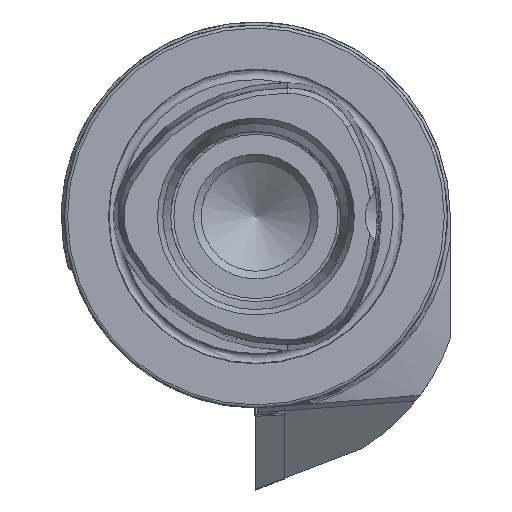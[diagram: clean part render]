
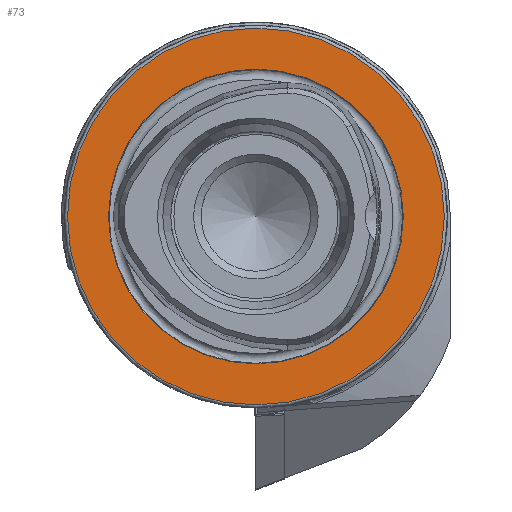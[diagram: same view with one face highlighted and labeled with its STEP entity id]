
A CAD part, left-side view. The second image highlights one B-rep face of the part: STEP entity #73.
In plain terms, the highlighted planar face has unit normal (-1, 0, 0).
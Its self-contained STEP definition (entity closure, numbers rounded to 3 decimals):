
#34 = PLANE ( 'NONE',  #9358 ) ;
#73 = ADVANCED_FACE ( 'NONE', ( #1713, #4565 ), #34, .T. ) ;
#293 = AXIS2_PLACEMENT_3D ( 'NONE', #12479, #5220, #1627 ) ;
#840 = EDGE_CURVE ( 'NONE', #4577, #4577, #12300, .T. ) ;
#1148 = VERTEX_POINT ( 'NONE', #8032 ) ;
#1627 = DIRECTION ( 'NONE',  ( 0., 0., -1. ) ) ;
#1713 = FACE_BOUND ( 'NONE', #4655, .T. ) ;
#1748 = CIRCLE ( 'NONE', #293, 31. ) ;
#2788 = EDGE_LOOP ( 'NONE', ( #15007 ) ) ;
#3228 = EDGE_CURVE ( 'NONE', #1148, #1148, #1748, .T. ) ;
#4565 = FACE_OUTER_BOUND ( 'NONE', #2788, .T. ) ;
#4577 = VERTEX_POINT ( 'NONE', #7812 ) ;
#4655 = EDGE_LOOP ( 'NONE', ( #4745 ) ) ;
#4745 = ORIENTED_EDGE ( 'NONE', *, *, #840, .T. ) ;
#5220 = DIRECTION ( 'NONE',  ( 1., 0., 0. ) ) ;
#7453 = DIRECTION ( 'NONE',  ( 0., 0., -1. ) ) ;
#7812 = CARTESIAN_POINT ( 'NONE',  ( 0., 0., -24.25 ) ) ;
#8032 = CARTESIAN_POINT ( 'NONE',  ( 0., 0., -31. ) ) ;
#9358 = AXIS2_PLACEMENT_3D ( 'NONE', #11991, #12090, #9677 ) ;
#9388 = AXIS2_PLACEMENT_3D ( 'NONE', #9990, #13547, #7453 ) ;
#9677 = DIRECTION ( 'NONE',  ( 0., 0., 1. ) ) ;
#9990 = CARTESIAN_POINT ( 'NONE',  ( 0., 0., 0. ) ) ;
#11991 = CARTESIAN_POINT ( 'NONE',  ( 0., 24.25, 0. ) ) ;
#12090 = DIRECTION ( 'NONE',  ( -1., 0., 0. ) ) ;
#12300 = CIRCLE ( 'NONE', #9388, 24.25 ) ;
#12479 = CARTESIAN_POINT ( 'NONE',  ( 0., 0., 0. ) ) ;
#13547 = DIRECTION ( 'NONE',  ( 1., 0., 0. ) ) ;
#15007 = ORIENTED_EDGE ( 'NONE', *, *, #3228, .F. ) ;
